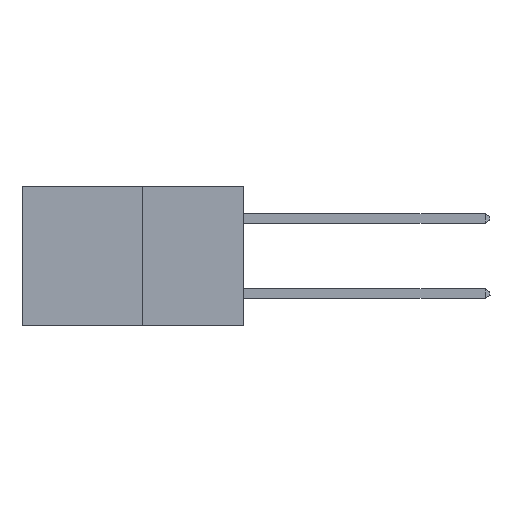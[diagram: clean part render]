
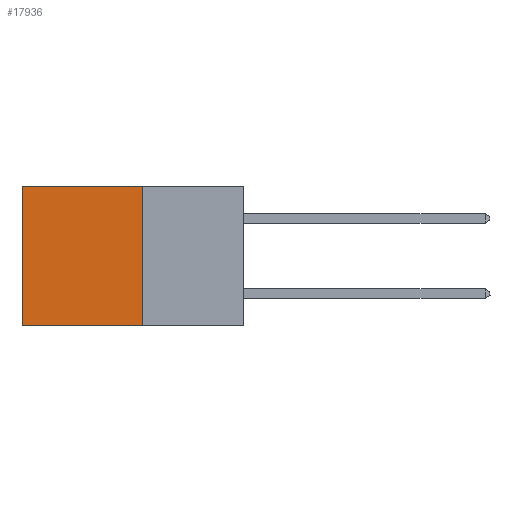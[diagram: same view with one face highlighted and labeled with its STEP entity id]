
A CAD part, left-side view. The second image highlights one B-rep face of the part: STEP entity #17936.
In plain terms, the highlighted planar face has unit normal (-1, 0, 0).
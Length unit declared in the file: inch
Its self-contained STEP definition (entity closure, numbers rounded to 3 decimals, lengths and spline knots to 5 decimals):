
#1876 = VECTOR ( 'NONE', #8278, 39.37008 ) ;
#3822 = LINE ( 'NONE', #21802, #22347 ) ;
#4251 = VERTEX_POINT ( 'NONE', #13964 ) ;
#4752 = EDGE_LOOP ( 'NONE', ( #12098, #26336, #21498, #26372 ) ) ;
#6730 = CARTESIAN_POINT ( 'NONE',  ( 0.277, 0.27, 0. ) ) ;
#7918 = DIRECTION ( 'NONE',  ( 0., 0., -1. ) ) ;
#8011 = CARTESIAN_POINT ( 'NONE',  ( 0.277, 0.27, 0. ) ) ;
#8278 = DIRECTION ( 'NONE',  ( 0., 0., -1. ) ) ;
#9809 = LINE ( 'NONE', #6730, #22156 ) ;
#10867 = PLANE ( 'NONE',  #18107 ) ;
#11259 = DIRECTION ( 'NONE',  ( 0., 1., 0. ) ) ;
#11360 = DIRECTION ( 'NONE',  ( 0., 1., 0. ) ) ;
#12035 = CARTESIAN_POINT ( 'NONE',  ( 0.277, 0.27, -0.37 ) ) ;
#12098 = ORIENTED_EDGE ( 'NONE', *, *, #13881, .T. ) ;
#13208 = DIRECTION ( 'NONE',  ( 1., 0., 0. ) ) ;
#13881 = EDGE_CURVE ( 'NONE', #29510, #4251, #3822, .T. ) ;
#13964 = CARTESIAN_POINT ( 'NONE',  ( 0.277, 0.59, -0.37 ) ) ;
#15085 = EDGE_CURVE ( 'NONE', #23579, #23393, #19730, .T. ) ;
#15148 = CARTESIAN_POINT ( 'NONE',  ( 0.277, 0.59, 0. ) ) ;
#15906 = FACE_OUTER_BOUND ( 'NONE', #4752, .T. ) ;
#17936 = ADVANCED_FACE ( 'NONE', ( #15906 ), #10867, .F. ) ;
#18107 = AXIS2_PLACEMENT_3D ( 'NONE', #27074, #13208, #29365 ) ;
#19730 = LINE ( 'NONE', #22144, #1876 ) ;
#20057 = EDGE_CURVE ( 'NONE', #23579, #29510, #9809, .T. ) ;
#21498 = ORIENTED_EDGE ( 'NONE', *, *, #15085, .F. ) ;
#21802 = CARTESIAN_POINT ( 'NONE',  ( 0.277, 0.59, -0.37 ) ) ;
#22144 = CARTESIAN_POINT ( 'NONE',  ( 0.277, 0.27, -0.37 ) ) ;
#22156 = VECTOR ( 'NONE', #11360, 39.37008 ) ;
#22347 = VECTOR ( 'NONE', #7918, 39.37008 ) ;
#22848 = CARTESIAN_POINT ( 'NONE',  ( 0.277, 0.27, -0.37 ) ) ;
#23393 = VERTEX_POINT ( 'NONE', #12035 ) ;
#23579 = VERTEX_POINT ( 'NONE', #8011 ) ;
#24763 = VECTOR ( 'NONE', #11259, 39.37008 ) ;
#25470 = LINE ( 'NONE', #22848, #24763 ) ;
#25615 = EDGE_CURVE ( 'NONE', #23393, #4251, #25470, .T. ) ;
#26336 = ORIENTED_EDGE ( 'NONE', *, *, #25615, .F. ) ;
#26372 = ORIENTED_EDGE ( 'NONE', *, *, #20057, .T. ) ;
#27074 = CARTESIAN_POINT ( 'NONE',  ( 0.277, 0.27, -0.37 ) ) ;
#29365 = DIRECTION ( 'NONE',  ( 0., 0., -1. ) ) ;
#29510 = VERTEX_POINT ( 'NONE', #15148 ) ;
